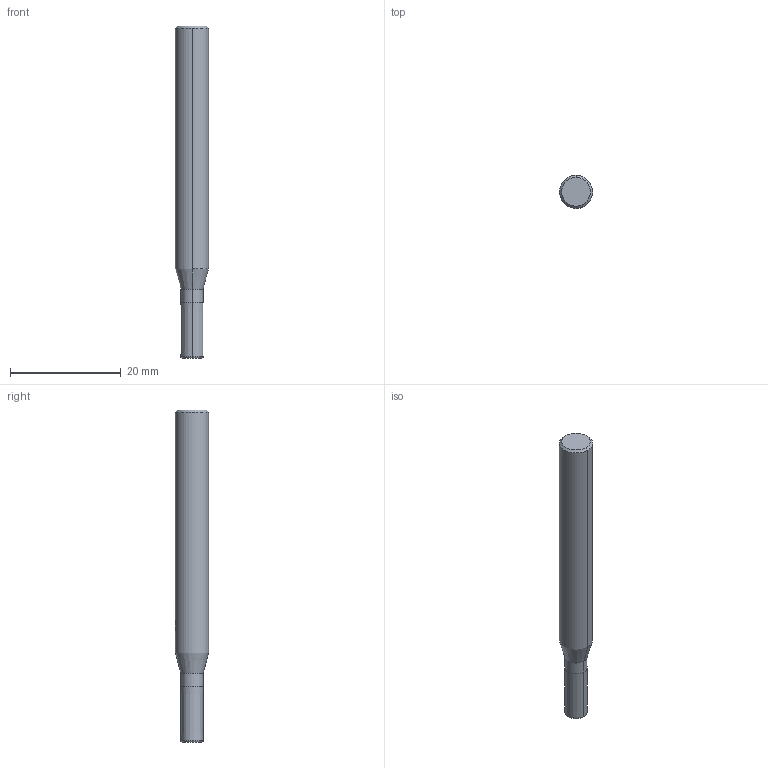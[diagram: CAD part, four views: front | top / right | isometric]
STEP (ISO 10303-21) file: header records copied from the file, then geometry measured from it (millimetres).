
FILE_DESCRIPTION(('no description'),'unknown implementation level');
FILE_NAME('solidBnXwHBbFrZBgM59fUU5uqEMJzDU_1.STP',' ',('CIMSOURCE GmbH'),('CADClick - KiM GmbH - www.kimweb.de'),'unknown preprocess','ACIS','unknown authorization');
FILE_SCHEMA(('automotive_design'));
Length unit declared in the file: millimetre
Products named in the file (2): NOCUT; CUT
Bounding box: 6 x 6 x 60 mm (x, y, z)
Volume: 1468.9 mm3; surface area: 1104.8 mm2
Topology: 2 solids, 2 shells, 30 faces, 69 edges, 44 vertices
Faces by surface type: cylinder 12, plane 10, cone 6, torus 2
Entity records: 1908 total; most frequent: CARTESIAN_POINT 365, DIRECTION 153, STYLED_ITEM 145, PRESENTATION_STYLE_ASSIGNMENT 145, COLOUR_RGB 145, ORIENTED_EDGE 138, EDGE_CURVE 69, CURVE_STYLE 69
